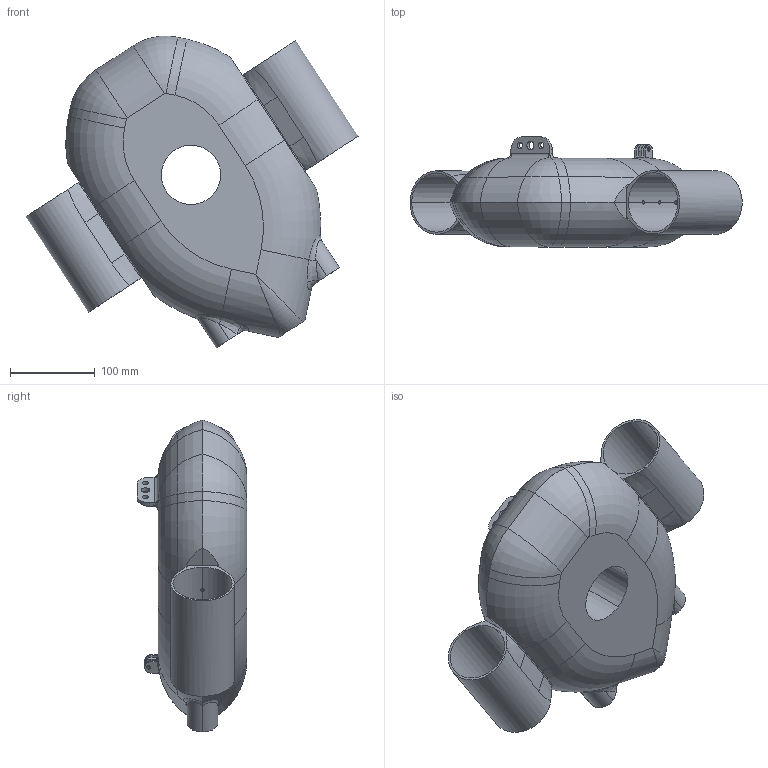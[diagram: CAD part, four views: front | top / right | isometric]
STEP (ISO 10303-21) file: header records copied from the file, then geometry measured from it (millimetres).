
FILE_DESCRIPTION (( 'STEP AP203' ), '1' );
FILE_NAME ('Assem1.STEP', '2025-12-20T20:26:50', ( '' ), ( '' ), 'SwSTEP 2.0', 'SolidWorks 2025', '' );
FILE_SCHEMA (( 'CONFIG_CONTROL_DESIGN' ));
Length unit declared in the file: millimetre
Products named in the file (7): Left Fan; Main; Plate 1; Right Faan; Cover Top; Plate 2; Assem1
Assembly tree (6 placements, depth 2):
  Assem1
    Main
    Plate 1
    Plate 2
    Cover Top
    Left Fan
    Right Faan
Bounding box: 392.68 x 130.01 x 368.94 mm (x, y, z)
Volume: 1083578.2 mm3; surface area: 868765.8 mm2
Topology: 7 solids, 7 shells, 577 faces, 1512 edges, 980 vertices
Faces by surface type: cylinder 293, plane 161, torus 68, bspline 55
Entity records: 29036 total; most frequent: CARTESIAN_POINT 14064, ORIENTED_EDGE 3018, DIRECTION 2980, EDGE_CURVE 1509, AXIS2_PLACEMENT_3D 1189, VERTEX_POINT 980, EDGE_LOOP 693, CIRCLE 658
